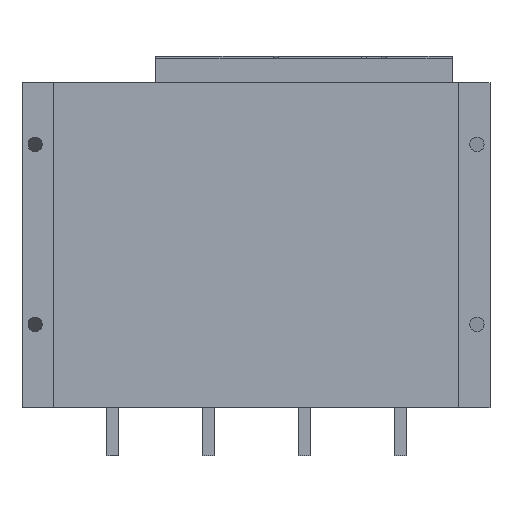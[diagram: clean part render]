
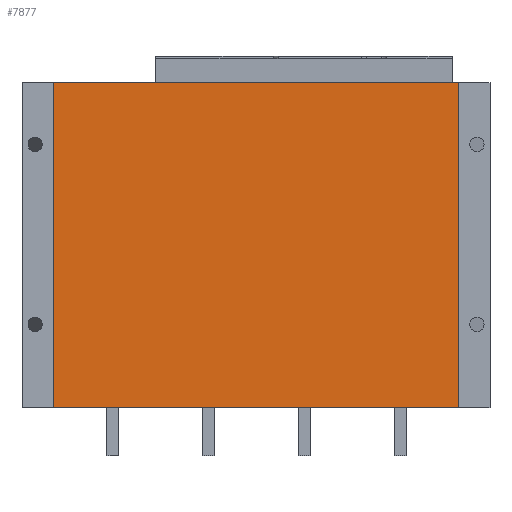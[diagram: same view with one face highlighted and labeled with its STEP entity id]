
A CAD part, front view. The second image highlights one B-rep face of the part: STEP entity #7877.
In plain terms, the highlighted planar face has unit normal (0, -1, 0).
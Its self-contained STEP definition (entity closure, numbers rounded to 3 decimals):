
#1311 = CARTESIAN_POINT ( 'NONE',  ( -169., 0., -271. ) ) ;
#1703 = DIRECTION ( 'NONE',  ( 1., 0., 0. ) ) ;
#2000 = EDGE_CURVE ( 'NONE', #14316, #12418, #12739, .T. ) ;
#2347 = VECTOR ( 'NONE', #17725, 1000. ) ;
#3068 = CARTESIAN_POINT ( 'NONE',  ( 169., 0., 0. ) ) ;
#5068 = LINE ( 'NONE', #10820, #5317 ) ;
#5317 = VECTOR ( 'NONE', #8799, 1000. ) ;
#5673 = DIRECTION ( 'NONE',  ( 1., 0., 0. ) ) ;
#5862 = LINE ( 'NONE', #3068, #17533 ) ;
#6273 = VERTEX_POINT ( 'NONE', #9013 ) ;
#6365 = ORIENTED_EDGE ( 'NONE', *, *, #14485, .F. ) ;
#7244 = VECTOR ( 'NONE', #10017, 1000. ) ;
#7392 = ORIENTED_EDGE ( 'NONE', *, *, #14492, .F. ) ;
#7877 = ADVANCED_FACE ( 'NONE', ( #10448 ), #13543, .T. ) ;
#7907 = CARTESIAN_POINT ( 'NONE',  ( 169., 0., 0. ) ) ;
#8161 = CARTESIAN_POINT ( 'NONE',  ( -169., 0., -271. ) ) ;
#8796 = LINE ( 'NONE', #1311, #2347 ) ;
#8799 = DIRECTION ( 'NONE',  ( 1., 0., 0. ) ) ;
#9013 = CARTESIAN_POINT ( 'NONE',  ( -169., 0., 0. ) ) ;
#9446 = ORIENTED_EDGE ( 'NONE', *, *, #9578, .T. ) ;
#9578 = EDGE_CURVE ( 'NONE', #10170, #14316, #5068, .T. ) ;
#10017 = DIRECTION ( 'NONE',  ( 0., 0., 1. ) ) ;
#10170 = VERTEX_POINT ( 'NONE', #8161 ) ;
#10448 = FACE_OUTER_BOUND ( 'NONE', #12806, .T. ) ;
#10820 = CARTESIAN_POINT ( 'NONE',  ( 169., 0., -271. ) ) ;
#11627 = ORIENTED_EDGE ( 'NONE', *, *, #2000, .T. ) ;
#12418 = VERTEX_POINT ( 'NONE', #7907 ) ;
#12739 = LINE ( 'NONE', #14281, #7244 ) ;
#12806 = EDGE_LOOP ( 'NONE', ( #6365, #7392, #9446, #11627 ) ) ;
#12964 = CARTESIAN_POINT ( 'NONE',  ( 169., 0., -271. ) ) ;
#13543 = PLANE ( 'NONE',  #14332 ) ;
#14281 = CARTESIAN_POINT ( 'NONE',  ( 169., 0., -271. ) ) ;
#14316 = VERTEX_POINT ( 'NONE', #12964 ) ;
#14332 = AXIS2_PLACEMENT_3D ( 'NONE', #16364, #15003, #1703 ) ;
#14485 = EDGE_CURVE ( 'NONE', #6273, #12418, #5862, .T. ) ;
#14492 = EDGE_CURVE ( 'NONE', #10170, #6273, #8796, .T. ) ;
#15003 = DIRECTION ( 'NONE',  ( 0., -1., 0. ) ) ;
#16364 = CARTESIAN_POINT ( 'NONE',  ( 169., 0., -271. ) ) ;
#17533 = VECTOR ( 'NONE', #5673, 1000. ) ;
#17725 = DIRECTION ( 'NONE',  ( 0., 0., 1. ) ) ;
